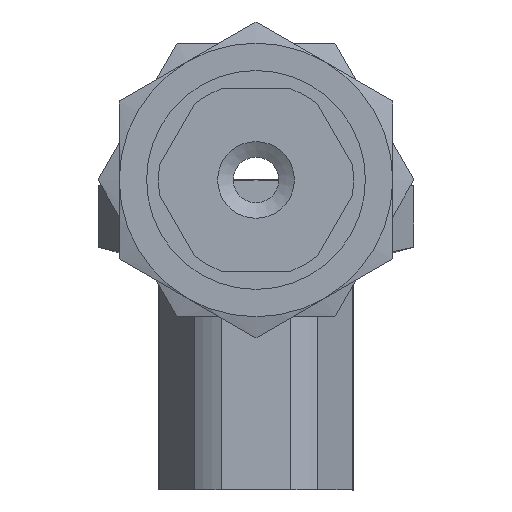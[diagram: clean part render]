
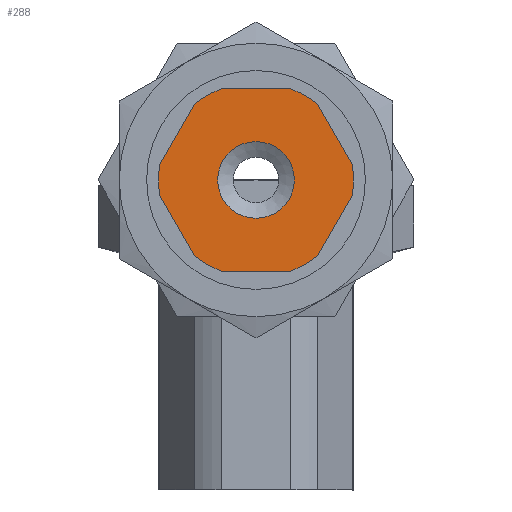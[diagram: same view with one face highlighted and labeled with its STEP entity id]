
A CAD part, front view. The second image highlights one B-rep face of the part: STEP entity #288.
In plain terms, the highlighted planar face has unit normal (0, -1, 0).
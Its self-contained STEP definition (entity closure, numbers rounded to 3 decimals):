
#288 = ADVANCED_FACE( '    NONE', ( #458, #459 ), #460, .T. );
#458 = FACE_BOUND( '', #605, .T. );
#459 = FACE_OUTER_BOUND( '', #606, .T. );
#460 = PLANE( '', #607 );
#605 = EDGE_LOOP( '', ( #1043 ) );
#606 = EDGE_LOOP( '', ( #1044, #1045, #1046, #1047, #1048, #1049, #1050, #1051, #1052, #1053, #1054, #1055 ) );
#607 = AXIS2_PLACEMENT_3D( '', #1056, #1057, #1058 );
#1043 = ORIENTED_EDGE( '', *, *, #1163, .T. );
#1044 = ORIENTED_EDGE( '', *, *, #1187, .F. );
#1045 = ORIENTED_EDGE( '', *, *, #1195, .F. );
#1046 = ORIENTED_EDGE( '', *, *, #1203, .F. );
#1047 = ORIENTED_EDGE( '', *, *, #1204, .T. );
#1048 = ORIENTED_EDGE( '', *, *, #1200, .F. );
#1049 = ORIENTED_EDGE( '', *, *, #1193, .T. );
#1050 = ORIENTED_EDGE( '', *, *, #1199, .F. );
#1051 = ORIENTED_EDGE( '', *, *, #1191, .T. );
#1052 = ORIENTED_EDGE( '', *, *, #1197, .F. );
#1053 = ORIENTED_EDGE( '', *, *, #1166, .T. );
#1054 = ORIENTED_EDGE( '', *, *, #1170, .F. );
#1055 = ORIENTED_EDGE( '', *, *, #1198, .F. );
#1056 = CARTESIAN_POINT( '', ( -5.414, -51.5, 5. ) );
#1057 = DIRECTION( '', ( 0., -1., 0. ) );
#1058 = DIRECTION( '', ( 0., 0., -1. ) );
#1163 = EDGE_CURVE( '', #1365, #1365, #1366, .T. );
#1166 = EDGE_CURVE( '', #1372, #1370, #1373, .F. );
#1170 = EDGE_CURVE( '', #1377, #1370, #1379, .T. );
#1187 = EDGE_CURVE( '', #1409, #1411, #1412, .T. );
#1191 = EDGE_CURVE( '', #1414, #1416, #1418, .F. );
#1193 = EDGE_CURVE( '', #1421, #1419, #1422, .F. );
#1195 = EDGE_CURVE( '', #1424, #1409, #1425, .T. );
#1197 = EDGE_CURVE( '', #1372, #1416, #1427, .T. );
#1198 = EDGE_CURVE( '', #1411, #1377, #1428, .T. );
#1199 = EDGE_CURVE( '', #1414, #1419, #1429, .F. );
#1200 = EDGE_CURVE( '', #1421, #1430, #1431, .T. );
#1203 = EDGE_CURVE( '', #1433, #1424, #1435, .T. );
#1204 = EDGE_CURVE( '', #1433, #1430, #1436, .F. );
#1365 = VERTEX_POINT( '', #1681 );
#1366 = CIRCLE( '', #1682, 2.1 );
#1370 = VERTEX_POINT( '', #1686 );
#1372 = VERTEX_POINT( '', #1689 );
#1373 = CIRCLE( '', #1690, 5.35 );
#1377 = VERTEX_POINT( '', #1696 );
#1379 = LINE( '', #1699, #1700 );
#1409 = VERTEX_POINT( '', #1735 );
#1411 = VERTEX_POINT( '', #1738 );
#1412 = LINE( '', #1739, #1740 );
#1414 = VERTEX_POINT( '', #1743 );
#1416 = VERTEX_POINT( '', #1746 );
#1418 = CIRCLE( '', #1749, 5.35 );
#1419 = VERTEX_POINT( '', #1750 );
#1421 = VERTEX_POINT( '', #1753 );
#1422 = CIRCLE( '', #1754, 5.35 );
#1424 = VERTEX_POINT( '', #1757 );
#1425 = CIRCLE( '', #1758, 5.35 );
#1427 = LINE( '', #1761, #1762 );
#1428 = CIRCLE( '', #1763, 5.35 );
#1429 = LINE( '', #1764, #1765 );
#1430 = VERTEX_POINT( '', #1766 );
#1431 = LINE( '', #1767, #1768 );
#1433 = VERTEX_POINT( '', #1771 );
#1435 = LINE( '', #1774, #1775 );
#1436 = CIRCLE( '', #1776, 5.35 );
#1681 = CARTESIAN_POINT( '', ( 0., -51.5, 2.1 ) );
#1682 = AXIS2_PLACEMENT_3D( '', #1903, #1904, #1905 );
#1686 = CARTESIAN_POINT( '', ( -1.903, -51.5, -5. ) );
#1689 = CARTESIAN_POINT( '', ( -3.378, -51.5, -4.148 ) );
#1690 = AXIS2_PLACEMENT_3D( '', #1910, #1911, #1912 );
#1696 = CARTESIAN_POINT( '', ( 1.903, -51.5, -5. ) );
#1699 = CARTESIAN_POINT( '', ( 1.903, -51.5, -5. ) );
#1700 = VECTOR( '', #1916, 1000. );
#1735 = CARTESIAN_POINT( '', ( 5.282, -51.5, -0.852 ) );
#1738 = CARTESIAN_POINT( '', ( 3.378, -51.5, -4.148 ) );
#1739 = CARTESIAN_POINT( '', ( 5.282, -51.5, -0.852 ) );
#1740 = VECTOR( '', #1953, 1000. );
#1743 = CARTESIAN_POINT( '', ( -5.282, -51.5, 0.852 ) );
#1746 = CARTESIAN_POINT( '', ( -5.282, -51.5, -0.852 ) );
#1749 = AXIS2_PLACEMENT_3D( '', #1957, #1958, #1959 );
#1750 = CARTESIAN_POINT( '', ( -3.378, -51.5, 4.148 ) );
#1753 = CARTESIAN_POINT( '', ( -1.903, -51.5, 5. ) );
#1754 = AXIS2_PLACEMENT_3D( '', #1961, #1962, #1963 );
#1757 = CARTESIAN_POINT( '', ( 5.282, -51.5, 0.852 ) );
#1758 = AXIS2_PLACEMENT_3D( '', #1965, #1966, #1967 );
#1761 = CARTESIAN_POINT( '', ( -3.378, -51.5, -4.148 ) );
#1762 = VECTOR( '', #1969, 1000. );
#1763 = AXIS2_PLACEMENT_3D( '', #1970, #1971, #1972 );
#1764 = CARTESIAN_POINT( '', ( -3.378, -51.5, 4.148 ) );
#1765 = VECTOR( '', #1973, 1000. );
#1766 = CARTESIAN_POINT( '', ( 1.903, -51.5, 5. ) );
#1767 = CARTESIAN_POINT( '', ( -1.903, -51.5, 5. ) );
#1768 = VECTOR( '', #1974, 1000. );
#1771 = CARTESIAN_POINT( '', ( 3.378, -51.5, 4.148 ) );
#1774 = CARTESIAN_POINT( '', ( 3.378, -51.5, 4.148 ) );
#1775 = VECTOR( '', #1977, 1000. );
#1776 = AXIS2_PLACEMENT_3D( '', #1978, #1979, #1980 );
#1903 = CARTESIAN_POINT( '', ( 0., -51.5, 0. ) );
#1904 = DIRECTION( '', ( 0., 1., 0. ) );
#1905 = DIRECTION( '', ( 0., 0., 1. ) );
#1910 = CARTESIAN_POINT( '', ( 0., -51.5, 0. ) );
#1911 = DIRECTION( '', ( 0., 1., 0. ) );
#1912 = DIRECTION( '', ( 0., 0., 1. ) );
#1916 = DIRECTION( '', ( -1., 0., 0. ) );
#1953 = DIRECTION( '', ( -0.5, 0., -0.866 ) );
#1957 = CARTESIAN_POINT( '', ( 0., -51.5, 0. ) );
#1958 = DIRECTION( '', ( 0., 1., 0. ) );
#1959 = DIRECTION( '', ( -1., 0., 0. ) );
#1961 = CARTESIAN_POINT( '', ( 0., -51.5, 0. ) );
#1962 = DIRECTION( '', ( 0., 1., 0. ) );
#1963 = DIRECTION( '', ( 0., 0., 1. ) );
#1965 = CARTESIAN_POINT( '', ( 0., -51.5, 0. ) );
#1966 = DIRECTION( '', ( 0., 1., 0. ) );
#1967 = DIRECTION( '', ( -1., 0., 0. ) );
#1969 = DIRECTION( '', ( -0.5, 0., 0.866 ) );
#1970 = CARTESIAN_POINT( '', ( 0., -51.5, 0. ) );
#1971 = DIRECTION( '', ( 0., 1., 0. ) );
#1972 = DIRECTION( '', ( 0., 0., 1. ) );
#1973 = DIRECTION( '', ( -0.5, 0., -0.866 ) );
#1974 = DIRECTION( '', ( 1., 0., 0. ) );
#1977 = DIRECTION( '', ( 0.5, 0., -0.866 ) );
#1978 = CARTESIAN_POINT( '', ( 0., -51.5, 0. ) );
#1979 = DIRECTION( '', ( 0., 1., 0. ) );
#1980 = DIRECTION( '', ( 0., 0., 1. ) );
